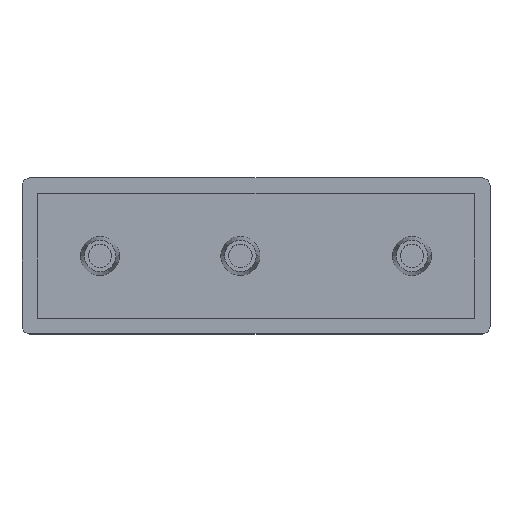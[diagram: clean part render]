
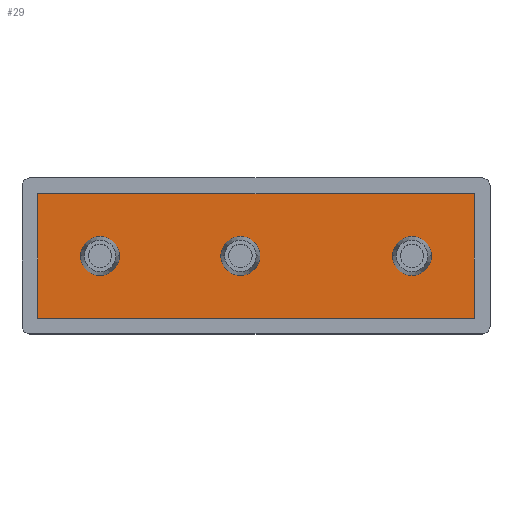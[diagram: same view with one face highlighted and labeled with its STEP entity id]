
A CAD part, top view. The second image highlights one B-rep face of the part: STEP entity #29.
In plain terms, the highlighted planar face has unit normal (0, 0, 1).
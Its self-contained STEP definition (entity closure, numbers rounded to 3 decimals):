
#29 = ADVANCED_FACE ( 'NONE', ( #1032, #1041, #1036, #1033 ), #848, .T. ) ;
#72 = AXIS2_PLACEMENT_3D ( 'NONE', #352, #349, #346 ) ;
#75 = AXIS2_PLACEMENT_3D ( 'NONE', #403, #402, #400 ) ;
#76 = AXIS2_PLACEMENT_3D ( 'NONE', #410, #409, #407 ) ;
#85 = AXIS2_PLACEMENT_3D ( 'NONE', #525, #524, #523 ) ;
#86 = AXIS2_PLACEMENT_3D ( 'NONE', #549, #548, #547 ) ;
#87 = AXIS2_PLACEMENT_3D ( 'NONE', #554, #553, #552 ) ;
#137 = AXIS2_PLACEMENT_3D ( 'NONE', #491, #497, #847 ) ;
#174 = EDGE_CURVE ( 'NONE', #1115, #1110, #975, .T. ) ;
#178 = EDGE_CURVE ( 'NONE', #1109, #1115, #966, .T. ) ;
#179 = EDGE_CURVE ( 'NONE', #1109, #1131, #965, .T. ) ;
#182 = EDGE_CURVE ( 'NONE', #1112, #1113, #961, .T. ) ;
#183 = EDGE_CURVE ( 'NONE', #1136, #1128, #958, .T. ) ;
#191 = EDGE_CURVE ( 'NONE', #1128, #1136, #937, .T. ) ;
#219 = EDGE_CURVE ( 'NONE', #1122, #1123, #938, .T. ) ;
#220 = EDGE_CURVE ( 'NONE', #1131, #1110, #896, .T. ) ;
#221 = EDGE_CURVE ( 'NONE', #1113, #1112, #894, .T. ) ;
#229 = EDGE_CURVE ( 'NONE', #1123, #1122, #1457, .T. ) ;
#257 = CARTESIAN_POINT ( 'NONE',  ( -71.466, 8.773, 2. ) ) ;
#261 = CARTESIAN_POINT ( 'NONE',  ( -60.966, 16.773, 2. ) ) ;
#262 = CARTESIAN_POINT ( 'NONE',  ( -65.966, 16.773, 2. ) ) ;
#264 = CARTESIAN_POINT ( 'NONE',  ( -71.466, 24.773, 2. ) ) ;
#265 = CARTESIAN_POINT ( 'NONE',  ( -15.466, 8.773, 2. ) ) ;
#346 = DIRECTION ( 'NONE',  ( 1., 0., 0. ) ) ;
#349 = DIRECTION ( 'NONE',  ( 0., 0., 1. ) ) ;
#352 = CARTESIAN_POINT ( 'NONE',  ( -23.466, 16.773, 2. ) ) ;
#370 = CARTESIAN_POINT ( 'NONE',  ( -47.966, 16.773, 2. ) ) ;
#380 = CARTESIAN_POINT ( 'NONE',  ( -15.466, 24.773, 2. ) ) ;
#386 = CARTESIAN_POINT ( 'NONE',  ( -42.966, 16.773, 2. ) ) ;
#394 = CARTESIAN_POINT ( 'NONE',  ( -20.966, 16.773, 2. ) ) ;
#400 = DIRECTION ( 'NONE',  ( 1., 0., 0. ) ) ;
#401 = CARTESIAN_POINT ( 'NONE',  ( -25.966, 16.773, 2. ) ) ;
#402 = DIRECTION ( 'NONE',  ( 0., 0., 1. ) ) ;
#403 = CARTESIAN_POINT ( 'NONE',  ( -63.466, 16.773, 2. ) ) ;
#407 = DIRECTION ( 'NONE',  ( 1., 0., 0. ) ) ;
#409 = DIRECTION ( 'NONE',  ( 0., 0., 1. ) ) ;
#410 = CARTESIAN_POINT ( 'NONE',  ( -23.466, 16.773, 2. ) ) ;
#416 = CARTESIAN_POINT ( 'NONE',  ( -73.466, 24.773, 2. ) ) ;
#421 = DIRECTION ( 'NONE',  ( -1., 0., 0. ) ) ;
#491 = CARTESIAN_POINT ( 'NONE',  ( -73.466, 6.773, 2. ) ) ;
#497 = DIRECTION ( 'NONE',  ( 0., 0., 1. ) ) ;
#523 = DIRECTION ( 'NONE',  ( 1., 0., 0. ) ) ;
#524 = DIRECTION ( 'NONE',  ( 0., 0., 1. ) ) ;
#525 = CARTESIAN_POINT ( 'NONE',  ( -45.466, 16.773, 2. ) ) ;
#547 = DIRECTION ( 'NONE',  ( 1., 0., 0. ) ) ;
#548 = DIRECTION ( 'NONE',  ( 0., 0., 1. ) ) ;
#549 = CARTESIAN_POINT ( 'NONE',  ( -45.466, 16.773, 2. ) ) ;
#552 = DIRECTION ( 'NONE',  ( 1., 0., 0. ) ) ;
#553 = DIRECTION ( 'NONE',  ( 0., 0., 1. ) ) ;
#554 = CARTESIAN_POINT ( 'NONE',  ( -63.466, 16.773, 2. ) ) ;
#566 = DIRECTION ( 'NONE',  ( 0., 1., 0. ) ) ;
#569 = CARTESIAN_POINT ( 'NONE',  ( -15.466, 26.773, 2. ) ) ;
#576 = CARTESIAN_POINT ( 'NONE',  ( -73.466, 8.773, 2. ) ) ;
#584 = DIRECTION ( 'NONE',  ( -1., 0., 0. ) ) ;
#587 = DIRECTION ( 'NONE',  ( 0., 1., 0. ) ) ;
#613 = CARTESIAN_POINT ( 'NONE',  ( -71.466, 6.773, 2. ) ) ;
#847 = DIRECTION ( 'NONE',  ( 1., 0., 0. ) ) ;
#848 = PLANE ( 'NONE',  #137 ) ;
#893 = VECTOR ( 'NONE', #421, 1000. ) ;
#894 = CIRCLE ( 'NONE', #75, 2.5 ) ;
#896 = LINE ( 'NONE', #416, #893 ) ;
#937 = CIRCLE ( 'NONE', #85, 2.5 ) ;
#938 = CIRCLE ( 'NONE', #76, 2.5 ) ;
#958 = CIRCLE ( 'NONE', #86, 2.5 ) ;
#961 = CIRCLE ( 'NONE', #87, 2.5 ) ;
#962 = VECTOR ( 'NONE', #566, 1000. ) ;
#964 = VECTOR ( 'NONE', #584, 1000. ) ;
#965 = LINE ( 'NONE', #569, #962 ) ;
#966 = LINE ( 'NONE', #576, #964 ) ;
#970 = VECTOR ( 'NONE', #587, 1000. ) ;
#975 = LINE ( 'NONE', #613, #970 ) ;
#1032 = FACE_BOUND ( 'NONE', #1150, .T. ) ;
#1033 = FACE_BOUND ( 'NONE', #1157, .T. ) ;
#1036 = FACE_BOUND ( 'NONE', #1158, .T. ) ;
#1041 = FACE_OUTER_BOUND ( 'NONE', #1154, .T. ) ;
#1109 = VERTEX_POINT ( 'NONE', #265 ) ;
#1110 = VERTEX_POINT ( 'NONE', #264 ) ;
#1112 = VERTEX_POINT ( 'NONE', #262 ) ;
#1113 = VERTEX_POINT ( 'NONE', #261 ) ;
#1115 = VERTEX_POINT ( 'NONE', #257 ) ;
#1122 = VERTEX_POINT ( 'NONE', #401 ) ;
#1123 = VERTEX_POINT ( 'NONE', #394 ) ;
#1128 = VERTEX_POINT ( 'NONE', #386 ) ;
#1131 = VERTEX_POINT ( 'NONE', #380 ) ;
#1136 = VERTEX_POINT ( 'NONE', #370 ) ;
#1150 = EDGE_LOOP ( 'NONE', ( #1237, #1238 ) ) ;
#1154 = EDGE_LOOP ( 'NONE', ( #1239, #1240, #1241, #1242 ) ) ;
#1157 = EDGE_LOOP ( 'NONE', ( #1245, #1246 ) ) ;
#1158 = EDGE_LOOP ( 'NONE', ( #1243, #1244 ) ) ;
#1237 = ORIENTED_EDGE ( 'NONE', *, *, #219, .F. ) ;
#1238 = ORIENTED_EDGE ( 'NONE', *, *, #229, .F. ) ;
#1239 = ORIENTED_EDGE ( 'NONE', *, *, #220, .T. ) ;
#1240 = ORIENTED_EDGE ( 'NONE', *, *, #174, .F. ) ;
#1241 = ORIENTED_EDGE ( 'NONE', *, *, #178, .F. ) ;
#1242 = ORIENTED_EDGE ( 'NONE', *, *, #179, .T. ) ;
#1243 = ORIENTED_EDGE ( 'NONE', *, *, #182, .F. ) ;
#1244 = ORIENTED_EDGE ( 'NONE', *, *, #221, .F. ) ;
#1245 = ORIENTED_EDGE ( 'NONE', *, *, #183, .F. ) ;
#1246 = ORIENTED_EDGE ( 'NONE', *, *, #191, .F. ) ;
#1457 = CIRCLE ( 'NONE', #72, 2.5 ) ;
